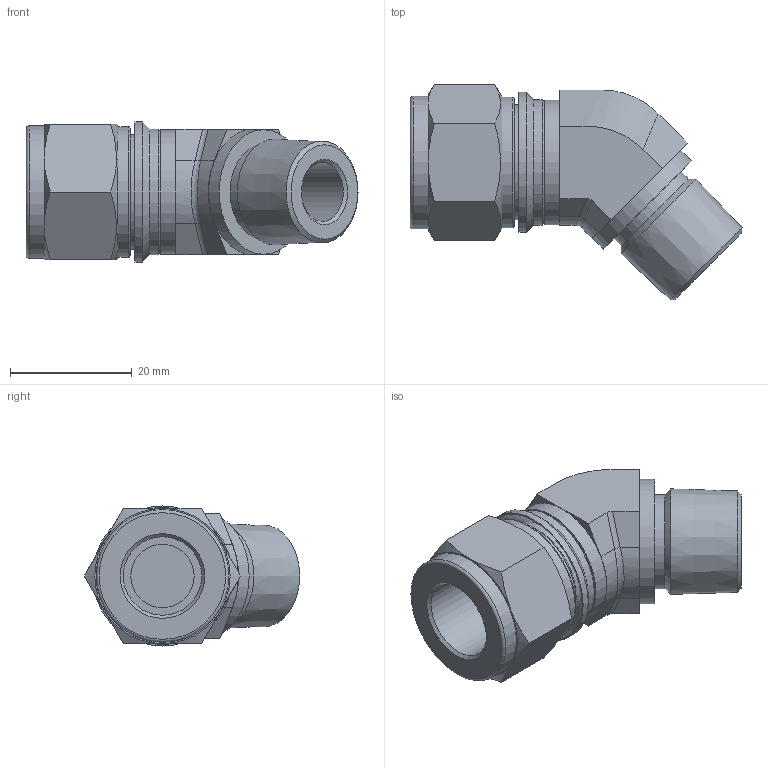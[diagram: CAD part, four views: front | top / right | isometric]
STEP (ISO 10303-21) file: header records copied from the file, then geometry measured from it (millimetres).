
FILE_DESCRIPTION(/* description */ (''),/* implementation_level */ '2;1');
FILE_NAME(/* name */ 'SHMEI-8-6N.stp',/* time_stamp */ '2022-05-10T10:48:04+09:00',/* author */ ('user'),/* organization */ (''),/* preprocessor_version */ 'ST-DEVELOPER v18.1',/* originating_system */ 'Autodesk Inventor 2022',/* authorisation */ '');
FILE_SCHEMA (('AUTOMOTIVE_DESIGN { 1 0 10303 214 3 1 1 }'));
Length unit declared in the file: millimetre
Products named in the file (1): SHME-8-6N
Bounding box: 54.54 x 35.37 x 23 mm (x, y, z)
Volume: 14291.3 mm3; surface area: 6808.4 mm2
Topology: 1 solids, 1 shells, 71 faces, 149 edges, 93 vertices
Faces by surface type: plane 31, cylinder 20, cone 17, torus 2, bspline 1
Full cylindrical faces by diameter (mm): 9.7 x1, 10.414 x1, 12.9 x1, 12.904 x1, 15.5 x1, 17.2 x1, 17.7 x1, 18.9 x1, 20.5 x2, 20.6 x1, 21.5 x1, 21.8 x1, 23 x1
Entity records: 1930 total; most frequent: CARTESIAN_POINT 369, DIRECTION 333, ORIENTED_EDGE 298, EDGE_CURVE 149, AXIS2_PLACEMENT_3D 131, VERTEX_POINT 93, EDGE_LOOP 84, FACE_OUTER_BOUND 71
